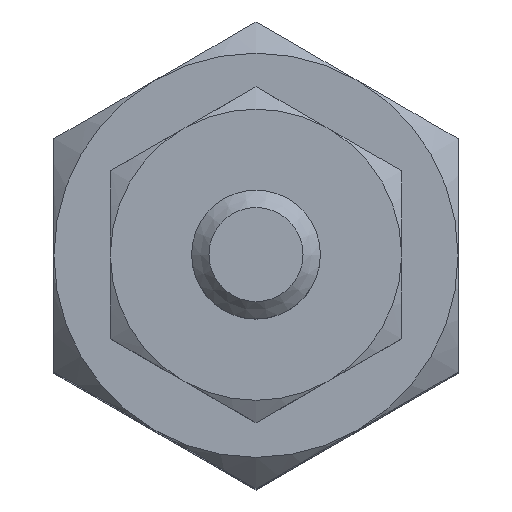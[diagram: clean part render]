
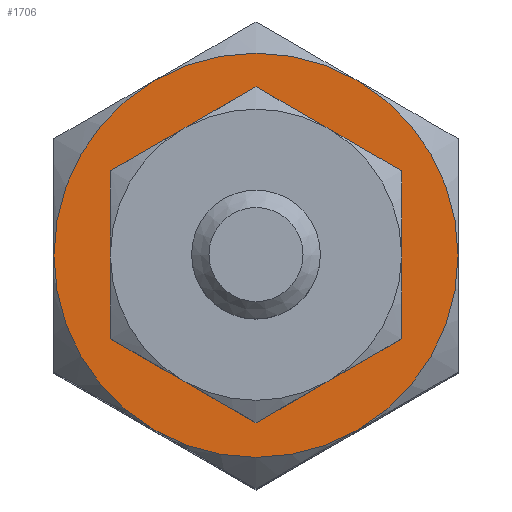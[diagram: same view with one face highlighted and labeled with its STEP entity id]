
A CAD part, top view. The second image highlights one B-rep face of the part: STEP entity #1706.
In plain terms, the highlighted planar face has unit normal (0, 0, 1).
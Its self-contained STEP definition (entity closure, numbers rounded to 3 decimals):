
#185=PLANE('',#1914);
#239=CIRCLE('',#1905,5.5);
#240=CIRCLE('',#1907,5.5);
#241=CIRCLE('',#1909,5.5);
#242=CIRCLE('',#1911,5.5);
#243=CIRCLE('',#1913,5.5);
#244=CIRCLE('',#1915,3.);
#245=CIRCLE('',#1916,5.5);
#361=ORIENTED_EDGE('',*,*,#831,.T.);
#362=ORIENTED_EDGE('',*,*,#824,.F.);
#363=ORIENTED_EDGE('',*,*,#820,.F.);
#364=ORIENTED_EDGE('',*,*,#818,.F.);
#365=ORIENTED_EDGE('',*,*,#832,.F.);
#366=ORIENTED_EDGE('',*,*,#829,.F.);
#367=ORIENTED_EDGE('',*,*,#826,.F.);
#818=EDGE_CURVE('',#1049,#1048,#239,.T.);
#820=EDGE_CURVE('',#1048,#1051,#240,.T.);
#824=EDGE_CURVE('',#1051,#1053,#241,.T.);
#826=EDGE_CURVE('',#1053,#1055,#242,.T.);
#829=EDGE_CURVE('',#1055,#1057,#243,.T.);
#831=EDGE_CURVE('',#1058,#1058,#244,.T.);
#832=EDGE_CURVE('',#1057,#1049,#245,.T.);
#1048=VERTEX_POINT('',#2711);
#1049=VERTEX_POINT('',#2716);
#1051=VERTEX_POINT('',#2725);
#1053=VERTEX_POINT('',#2738);
#1055=VERTEX_POINT('',#2751);
#1057=VERTEX_POINT('',#2763);
#1058=VERTEX_POINT('',#2771);
#1291=EDGE_LOOP('',(#361));
#1292=EDGE_LOOP('',(#362,#363,#364,#365,#366,#367));
#1469=FACE_BOUND('',#1291,.T.);
#1470=FACE_BOUND('',#1292,.T.);
#1706=ADVANCED_FACE('',(#1469,#1470),#185,.T.);
#1905=AXIS2_PLACEMENT_3D('',#2717,#2149,#2150);
#1907=AXIS2_PLACEMENT_3D('',#2724,#2153,#2154);
#1909=AXIS2_PLACEMENT_3D('',#2743,#2157,#2158);
#1911=AXIS2_PLACEMENT_3D('',#2750,#2161,#2162);
#1913=AXIS2_PLACEMENT_3D('',#2762,#2165,#2166);
#1914=AXIS2_PLACEMENT_3D('',#2769,#2167,#2168);
#1915=AXIS2_PLACEMENT_3D('',#2770,#2169,#2170);
#1916=AXIS2_PLACEMENT_3D('',#2772,#2171,#2172);
#2149=DIRECTION('',(0.,0.,-1.));
#2150=DIRECTION('',(-1.,0.,0.));
#2153=DIRECTION('',(0.,0.,-1.));
#2154=DIRECTION('',(-1.,0.,0.));
#2157=DIRECTION('',(0.,0.,-1.));
#2158=DIRECTION('',(-1.,0.,0.));
#2161=DIRECTION('',(0.,0.,-1.));
#2162=DIRECTION('',(-1.,0.,0.));
#2165=DIRECTION('',(0.,0.,-1.));
#2166=DIRECTION('',(-1.,0.,0.));
#2167=DIRECTION('',(0.,0.,1.));
#2168=DIRECTION('',(1.,0.,0.));
#2169=DIRECTION('',(0.,0.,-1.));
#2170=DIRECTION('',(-1.,0.,0.));
#2171=DIRECTION('',(0.,0.,-1.));
#2172=DIRECTION('',(-1.,0.,0.));
#2711=CARTESIAN_POINT('',(-5.5,0.,0.));
#2716=CARTESIAN_POINT('',(-2.75,-4.763,0.));
#2717=CARTESIAN_POINT('',(0.,0.,0.));
#2724=CARTESIAN_POINT('',(0.,0.,0.));
#2725=CARTESIAN_POINT('',(-2.75,4.763,0.));
#2738=CARTESIAN_POINT('',(2.75,4.763,0.));
#2743=CARTESIAN_POINT('',(0.,0.,0.));
#2750=CARTESIAN_POINT('',(0.,0.,0.));
#2751=CARTESIAN_POINT('',(5.5,0.,0.));
#2762=CARTESIAN_POINT('',(0.,0.,0.));
#2763=CARTESIAN_POINT('',(2.75,-4.763,0.));
#2769=CARTESIAN_POINT('',(0.,5.5,0.));
#2770=CARTESIAN_POINT('',(0.,0.,0.));
#2771=CARTESIAN_POINT('',(-3.,0.,0.));
#2772=CARTESIAN_POINT('',(0.,0.,0.));
